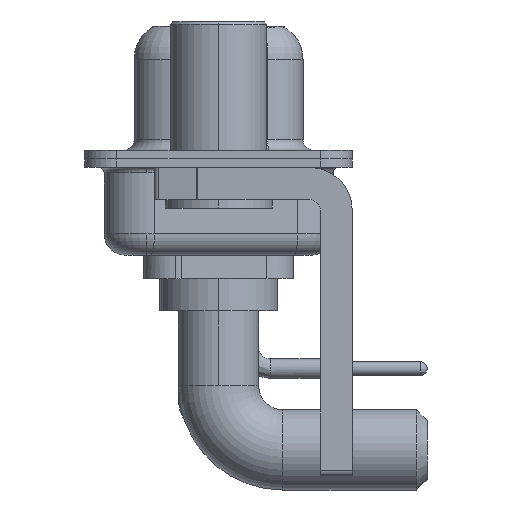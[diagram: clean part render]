
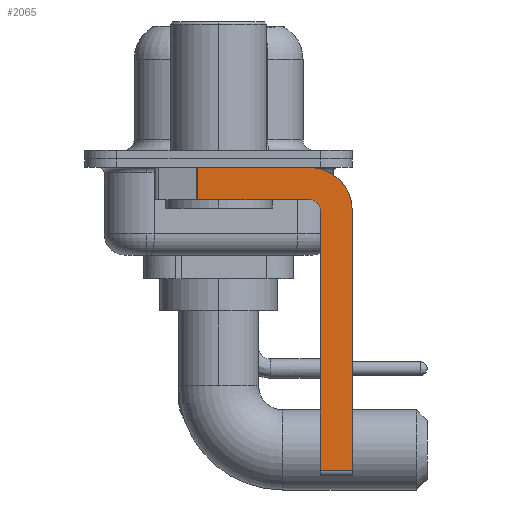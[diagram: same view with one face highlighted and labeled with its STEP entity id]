
A CAD part, left-side view. The second image highlights one B-rep face of the part: STEP entity #2065.
In plain terms, the highlighted planar face has unit normal (-1, 0, 0).
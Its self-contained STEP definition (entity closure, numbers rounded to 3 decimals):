
#339 = CARTESIAN_POINT ( 'NONE',  ( -2.9, -4.25, -2.4 ) ) ;
#397 = LINE ( 'NONE', #2606, #24781 ) ;
#1077 = VECTOR ( 'NONE', #27059, 1000. ) ;
#1377 = DIRECTION ( 'NONE',  ( 0., 0., -1. ) ) ;
#2065 = ADVANCED_FACE ( 'NONE', ( #18560 ), #7655, .F. ) ;
#2606 = CARTESIAN_POINT ( 'NONE',  ( -2.9, 3., -0.4 ) ) ;
#3103 = DIRECTION ( 'NONE',  ( 0., -1., 0. ) ) ;
#3763 = AXIS2_PLACEMENT_3D ( 'NONE', #8863, #13555, #4581 ) ;
#3817 = EDGE_CURVE ( 'NONE', #6474, #17951, #3961, .T. ) ;
#3961 = LINE ( 'NONE', #11976, #1077 ) ;
#4581 = DIRECTION ( 'NONE',  ( 0., 0., -1. ) ) ;
#5141 = EDGE_CURVE ( 'NONE', #17477, #6474, #7291, .T. ) ;
#5788 = CARTESIAN_POINT ( 'NONE',  ( -2.9, -4.25, -1.9 ) ) ;
#6474 = VERTEX_POINT ( 'NONE', #6655 ) ;
#6655 = CARTESIAN_POINT ( 'NONE',  ( -2.9, -6.25, -2.4 ) ) ;
#7111 = LINE ( 'NONE', #7657, #8049 ) ;
#7291 = CIRCLE ( 'NONE', #3763, 2. ) ;
#7467 = ORIENTED_EDGE ( 'NONE', *, *, #19274, .F. ) ;
#7655 = PLANE ( 'NONE',  #13722 ) ;
#7657 = CARTESIAN_POINT ( 'NONE',  ( -2.9, -4.25, -14.55 ) ) ;
#8049 = VECTOR ( 'NONE', #3103, 1000. ) ;
#8148 = LINE ( 'NONE', #20454, #26587 ) ;
#8155 = ORIENTED_EDGE ( 'NONE', *, *, #24161, .F. ) ;
#8863 = CARTESIAN_POINT ( 'NONE',  ( -2.9, -4.25, -2.4 ) ) ;
#9851 = DIRECTION ( 'NONE',  ( 0., 0., -1. ) ) ;
#9859 = VERTEX_POINT ( 'NONE', #19136 ) ;
#10210 = CARTESIAN_POINT ( 'NONE',  ( -2.9, 0.978, -1.9 ) ) ;
#10820 = CARTESIAN_POINT ( 'NONE',  ( -2.9, -4.75, -14.55 ) ) ;
#11864 = LINE ( 'NONE', #5788, #17787 ) ;
#11881 = ORIENTED_EDGE ( 'NONE', *, *, #3817, .F. ) ;
#11905 = CIRCLE ( 'NONE', #24051, 0.5 ) ;
#11955 = ORIENTED_EDGE ( 'NONE', *, *, #16600, .F. ) ;
#11976 = CARTESIAN_POINT ( 'NONE',  ( -2.9, -6.25, -2.4 ) ) ;
#12767 = VECTOR ( 'NONE', #22883, 1000. ) ;
#12986 = VERTEX_POINT ( 'NONE', #10820 ) ;
#13047 = CARTESIAN_POINT ( 'NONE',  ( -2.9, -6.25, -14.55 ) ) ;
#13555 = DIRECTION ( 'NONE',  ( 1., 0., 0. ) ) ;
#13722 = AXIS2_PLACEMENT_3D ( 'NONE', #26733, #22428, #9851 ) ;
#13771 = EDGE_LOOP ( 'NONE', ( #11955, #25129, #7467, #8155, #23069, #19454, #11881, #26175 ) ) ;
#14162 = CARTESIAN_POINT ( 'NONE',  ( -2.9, -4.25, -0.4 ) ) ;
#14211 = DIRECTION ( 'NONE',  ( 0., 1., 0. ) ) ;
#14904 = DIRECTION ( 'NONE',  ( 0., -1., 0. ) ) ;
#15031 = CARTESIAN_POINT ( 'NONE',  ( -2.9, -4.75, -2.4 ) ) ;
#15046 = VERTEX_POINT ( 'NONE', #15031 ) ;
#15651 = VERTEX_POINT ( 'NONE', #10210 ) ;
#16600 = EDGE_CURVE ( 'NONE', #20922, #17477, #397, .T. ) ;
#17056 = DIRECTION ( 'NONE',  ( 0., 0., 1. ) ) ;
#17477 = VERTEX_POINT ( 'NONE', #14162 ) ;
#17787 = VECTOR ( 'NONE', #14211, 1000. ) ;
#17951 = VERTEX_POINT ( 'NONE', #13047 ) ;
#18196 = EDGE_CURVE ( 'NONE', #12986, #17951, #7111, .T. ) ;
#18560 = FACE_OUTER_BOUND ( 'NONE', #13771, .T. ) ;
#19136 = CARTESIAN_POINT ( 'NONE',  ( -2.9, -4.25, -1.9 ) ) ;
#19274 = EDGE_CURVE ( 'NONE', #9859, #15651, #11864, .T. ) ;
#19454 = ORIENTED_EDGE ( 'NONE', *, *, #18196, .T. ) ;
#20454 = CARTESIAN_POINT ( 'NONE',  ( -2.9, 0.978, -1.9 ) ) ;
#20922 = VERTEX_POINT ( 'NONE', #25963 ) ;
#22428 = DIRECTION ( 'NONE',  ( 1., 0., 0. ) ) ;
#22602 = LINE ( 'NONE', #24956, #12767 ) ;
#22883 = DIRECTION ( 'NONE',  ( 0., 0., 1. ) ) ;
#23069 = ORIENTED_EDGE ( 'NONE', *, *, #24086, .F. ) ;
#24051 = AXIS2_PLACEMENT_3D ( 'NONE', #339, #25499, #17056 ) ;
#24086 = EDGE_CURVE ( 'NONE', #12986, #15046, #22602, .T. ) ;
#24161 = EDGE_CURVE ( 'NONE', #15046, #9859, #11905, .T. ) ;
#24781 = VECTOR ( 'NONE', #14904, 1000. ) ;
#24956 = CARTESIAN_POINT ( 'NONE',  ( -2.9, -4.75, -14.8 ) ) ;
#25129 = ORIENTED_EDGE ( 'NONE', *, *, #26231, .T. ) ;
#25499 = DIRECTION ( 'NONE',  ( -1., 0., 0. ) ) ;
#25963 = CARTESIAN_POINT ( 'NONE',  ( -2.9, 0.978, -0.4 ) ) ;
#26175 = ORIENTED_EDGE ( 'NONE', *, *, #5141, .F. ) ;
#26231 = EDGE_CURVE ( 'NONE', #20922, #15651, #8148, .T. ) ;
#26587 = VECTOR ( 'NONE', #1377, 1000. ) ;
#26733 = CARTESIAN_POINT ( 'NONE',  ( -2.9, -4.25, -2.4 ) ) ;
#27059 = DIRECTION ( 'NONE',  ( 0., 0., -1. ) ) ;
